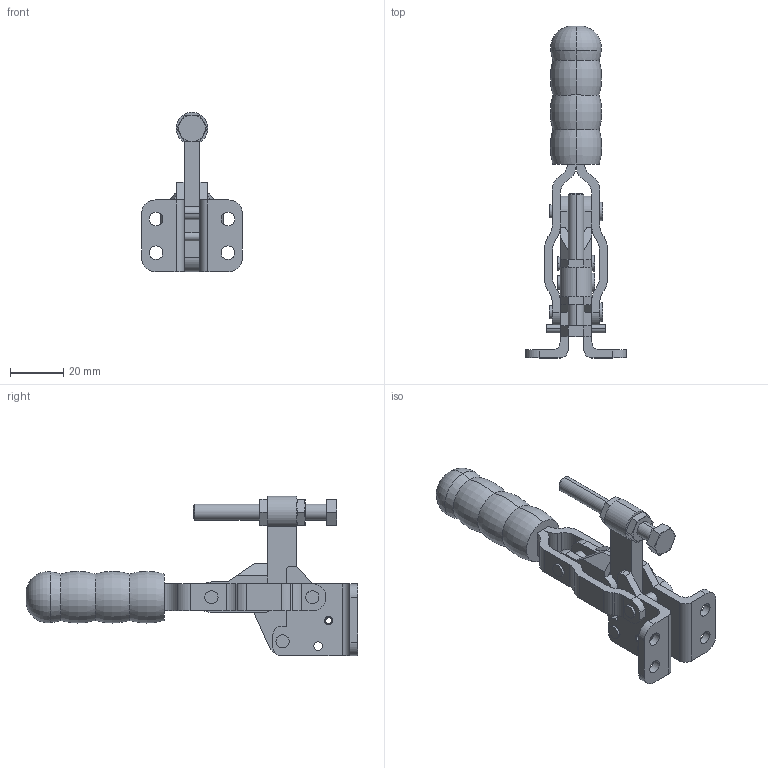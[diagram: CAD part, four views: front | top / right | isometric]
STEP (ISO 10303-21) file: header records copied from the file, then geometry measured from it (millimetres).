
FILE_DESCRIPTION( ( '' ), '1' );
FILE_NAME( 'K0060.0150GESCHLOSSEN.stp', '2012-10-29T14:29:55', ( '' ), ( '' ), ' ', ' ', ' ' );
FILE_SCHEMA( ( 'CONFIG_CONTROL_DESIGN' ) );
Length unit declared in the file: millimetre
Products named in the file (8): 1; 2; 3; 4; 5; 6; 7; 8
Bounding box: 38 x 125 x 60 mm (x, y, z)
Volume: 34328.4 mm3; surface area: 19980.6 mm2
Topology: 8 solids, 8 shells, 287 faces, 719 edges, 464 vertices
Faces by surface type: plane 118, cylinder 115, cone 44, torus 10
Entity records: 8991 total; most frequent: CARTESIAN_POINT 1598, DIRECTION 1551, ORIENTED_EDGE 1438, EDGE_CURVE 719, AXIS2_PLACEMENT_3D 597, VERTEX_POINT 464, LINE 357, VECTOR 357
